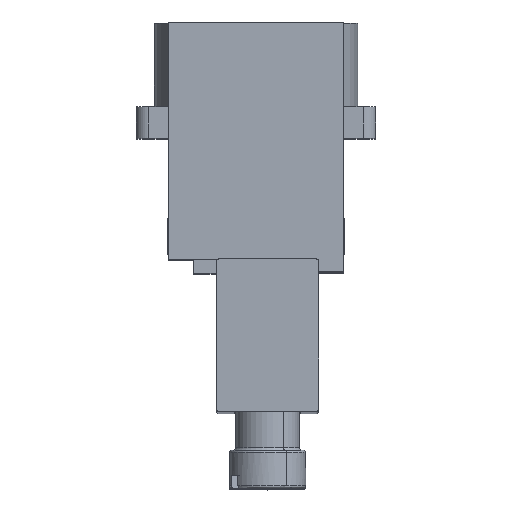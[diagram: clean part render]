
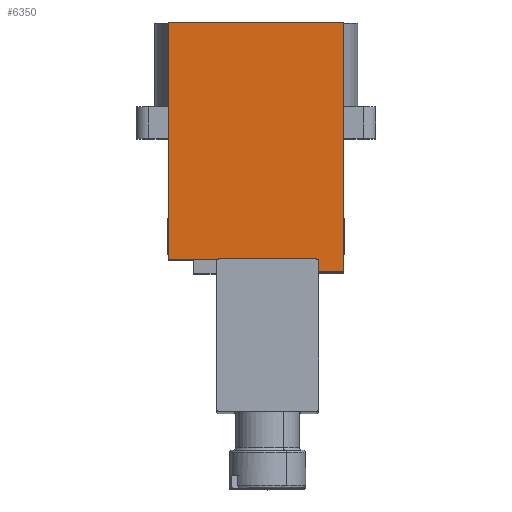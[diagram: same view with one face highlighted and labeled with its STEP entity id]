
A CAD part, top view. The second image highlights one B-rep face of the part: STEP entity #6350.
In plain terms, the highlighted face is planar.
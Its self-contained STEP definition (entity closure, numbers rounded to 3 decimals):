
#78 = CARTESIAN_POINT ( 'NONE',  ( -34.5, 0., -6.9 ) ) ;
#1062 = DIRECTION ( 'NONE',  ( 0., 0., -1. ) ) ;
#1408 = DIRECTION ( 'NONE',  ( 0., 0., -1. ) ) ;
#1513 = DIRECTION ( 'NONE',  ( 0., -1., 0. ) ) ;
#1689 = CARTESIAN_POINT ( 'NONE',  ( -34.5, 0., 6.9 ) ) ;
#1977 = CARTESIAN_POINT ( 'NONE',  ( -34.5, 0., 6.9 ) ) ;
#2523 = LINE ( 'NONE', #8372, #14772 ) ;
#3424 = CARTESIAN_POINT ( 'NONE',  ( -34.5, 19.6, -4.9 ) ) ;
#4290 = LINE ( 'NONE', #17532, #14757 ) ;
#4915 = VERTEX_POINT ( 'NONE', #3424 ) ;
#5204 = VERTEX_POINT ( 'NONE', #1689 ) ;
#5366 = EDGE_CURVE ( 'NONE', #9739, #5204, #9269, .T. ) ;
#5755 = VERTEX_POINT ( 'NONE', #18400 ) ;
#5768 = EDGE_LOOP ( 'NONE', ( #13581, #9532, #12277, #15613, #10985, #10426 ) ) ;
#5809 = LINE ( 'NONE', #16110, #8930 ) ;
#5913 = DIRECTION ( 'NONE',  ( 0., -1., 0. ) ) ;
#6350 = ADVANCED_FACE ( 'NONE', ( #17896 ), #15027, .F. ) ;
#6979 = VECTOR ( 'NONE', #10710, 1000. ) ;
#7640 = EDGE_CURVE ( 'NONE', #5204, #17693, #4290, .T. ) ;
#7687 = EDGE_CURVE ( 'NONE', #4915, #14934, #5809, .T. ) ;
#8315 = VECTOR ( 'NONE', #12865, 1000. ) ;
#8372 = CARTESIAN_POINT ( 'NONE',  ( -34.5, 18.6, 6.9 ) ) ;
#8655 = LINE ( 'NONE', #14222, #8315 ) ;
#8810 = LINE ( 'NONE', #78, #16492 ) ;
#8930 = VECTOR ( 'NONE', #5913, 1000. ) ;
#9179 = CARTESIAN_POINT ( 'NONE',  ( -34.5, 0., 6.9 ) ) ;
#9195 = AXIS2_PLACEMENT_3D ( 'NONE', #9179, #17792, #17695 ) ;
#9269 = LINE ( 'NONE', #1977, #6979 ) ;
#9532 = ORIENTED_EDGE ( 'NONE', *, *, #7640, .F. ) ;
#9739 = VERTEX_POINT ( 'NONE', #13659 ) ;
#10426 = ORIENTED_EDGE ( 'NONE', *, *, #13180, .F. ) ;
#10710 = DIRECTION ( 'NONE',  ( 0., -1., 0. ) ) ;
#10985 = ORIENTED_EDGE ( 'NONE', *, *, #7687, .F. ) ;
#11581 = CARTESIAN_POINT ( 'NONE',  ( -34.5, 0., -6.9 ) ) ;
#12277 = ORIENTED_EDGE ( 'NONE', *, *, #5366, .F. ) ;
#12865 = DIRECTION ( 'NONE',  ( 0., 0., 1. ) ) ;
#13180 = EDGE_CURVE ( 'NONE', #5755, #4915, #8655, .T. ) ;
#13302 = EDGE_CURVE ( 'NONE', #9739, #14934, #2523, .T. ) ;
#13581 = ORIENTED_EDGE ( 'NONE', *, *, #17910, .T. ) ;
#13659 = CARTESIAN_POINT ( 'NONE',  ( -34.5, 18.6, 6.9 ) ) ;
#14222 = CARTESIAN_POINT ( 'NONE',  ( -34.5, 19.6, -6.9 ) ) ;
#14757 = VECTOR ( 'NONE', #1408, 1000. ) ;
#14772 = VECTOR ( 'NONE', #1062, 1000. ) ;
#14934 = VERTEX_POINT ( 'NONE', #16638 ) ;
#15027 = PLANE ( 'NONE',  #9195 ) ;
#15613 = ORIENTED_EDGE ( 'NONE', *, *, #13302, .T. ) ;
#16110 = CARTESIAN_POINT ( 'NONE',  ( -34.5, 19.6, -4.9 ) ) ;
#16492 = VECTOR ( 'NONE', #1513, 1000. ) ;
#16638 = CARTESIAN_POINT ( 'NONE',  ( -34.5, 18.6, -4.9 ) ) ;
#17532 = CARTESIAN_POINT ( 'NONE',  ( -34.5, 0., 6.9 ) ) ;
#17693 = VERTEX_POINT ( 'NONE', #11581 ) ;
#17695 = DIRECTION ( 'NONE',  ( 0., 0., -1. ) ) ;
#17792 = DIRECTION ( 'NONE',  ( 1., 0., 0. ) ) ;
#17896 = FACE_OUTER_BOUND ( 'NONE', #5768, .T. ) ;
#17910 = EDGE_CURVE ( 'NONE', #5755, #17693, #8810, .T. ) ;
#18400 = CARTESIAN_POINT ( 'NONE',  ( -34.5, 19.6, -6.9 ) ) ;
